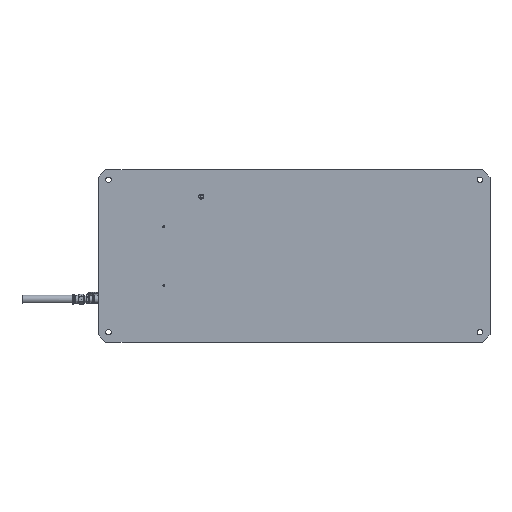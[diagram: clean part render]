
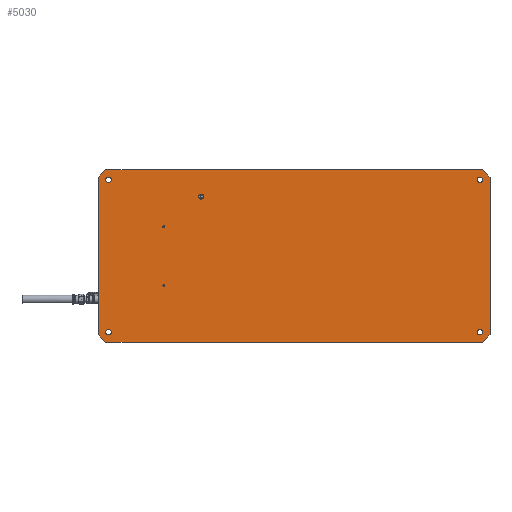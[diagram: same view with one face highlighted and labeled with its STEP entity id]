
A CAD part, front view. The second image highlights one B-rep face of the part: STEP entity #5030.
In plain terms, the highlighted planar face has unit normal (0, -1, 0).
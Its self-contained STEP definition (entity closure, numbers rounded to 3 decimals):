
#327 = DIRECTION ( 'NONE',  ( 0., 0., -1. ) ) ;
#422 = DIRECTION ( 'NONE',  ( 0., 0., 1. ) ) ;
#786 = CARTESIAN_POINT ( 'NONE',  ( 0., 0., 215.9 ) ) ;
#2876 = DIRECTION ( 'NONE',  ( 0., 0., 1. ) ) ;
#3045 = EDGE_LOOP ( 'NONE', ( #5761 ) ) ;
#3254 = CARTESIAN_POINT ( 'NONE',  ( 977.9, 0., 196.85 ) ) ;
#3328 = FACE_BOUND ( 'NONE', #9065, .T. ) ;
#3675 = EDGE_CURVE ( 'NONE', #4708, #4708, #34783, .T. ) ;
#3971 = DIRECTION ( 'NONE',  ( 0., 1., 0. ) ) ;
#4261 = DIRECTION ( 'NONE',  ( -1., 0., 0. ) ) ;
#4708 = VERTEX_POINT ( 'NONE', #15469 ) ;
#4729 = EDGE_CURVE ( 'NONE', #27118, #45902, #14834, .T. ) ;
#5030 = ADVANCED_FACE ( 'NONE', ( #9665, #31481, #42481, #21128, #24886, #3328, #39184, #17607 ), #21351, .T. ) ;
#5208 = CARTESIAN_POINT ( 'NONE',  ( -206.375, 0., -9.525 ) ) ;
#5609 = CIRCLE ( 'NONE', #45120, 6.746 ) ;
#5761 = ORIENTED_EDGE ( 'NONE', *, *, #21456, .T. ) ;
#5874 = DIRECTION ( 'NONE',  ( 0., 1., 0. ) ) ;
#6614 = DIRECTION ( 'NONE',  ( 0., 0., -1. ) ) ;
#7426 = VERTEX_POINT ( 'NONE', #34498 ) ;
#7546 = EDGE_CURVE ( 'NONE', #34890, #20855, #23232, .T. ) ;
#7948 = EDGE_LOOP ( 'NONE', ( #25445 ) ) ;
#8510 = CARTESIAN_POINT ( 'NONE',  ( 479.425, 0., -695.325 ) ) ;
#8958 = DIRECTION ( 'NONE',  ( 0., 0., 1. ) ) ;
#9065 = EDGE_LOOP ( 'NONE', ( #9974 ) ) ;
#9211 = LINE ( 'NONE', #8510, #33051 ) ;
#9452 = AXIS2_PLACEMENT_3D ( 'NONE', #32343, #3971, #25757 ) ;
#9665 = FACE_BOUND ( 'NONE', #3045, .T. ) ;
#9885 = CARTESIAN_POINT ( 'NONE',  ( 25.4, 0., -190.5 ) ) ;
#9974 = ORIENTED_EDGE ( 'NONE', *, *, #42138, .T. ) ;
#10811 = ORIENTED_EDGE ( 'NONE', *, *, #17846, .F. ) ;
#11379 = VERTEX_POINT ( 'NONE', #25924 ) ;
#11422 = CARTESIAN_POINT ( 'NONE',  ( 952.5, 0., 190.5 ) ) ;
#11486 = ORIENTED_EDGE ( 'NONE', *, *, #21122, .T. ) ;
#11513 = ORIENTED_EDGE ( 'NONE', *, *, #34254, .F. ) ;
#12125 = CIRCLE ( 'NONE', #44348, 2.183 ) ;
#12200 = CARTESIAN_POINT ( 'NONE',  ( 958.85, 0., -215.9 ) ) ;
#12452 = VERTEX_POINT ( 'NONE', #32275 ) ;
#13398 = DIRECTION ( 'NONE',  ( 0., 1., 0. ) ) ;
#14488 = CARTESIAN_POINT ( 'NONE',  ( 256.794, 0., 142.062 ) ) ;
#14595 = VERTEX_POINT ( 'NONE', #25407 ) ;
#14834 = LINE ( 'NONE', #43930, #37059 ) ;
#14843 = ORIENTED_EDGE ( 'NONE', *, *, #44100, .T. ) ;
#15469 = CARTESIAN_POINT ( 'NONE',  ( 163.5, 0., -70.842 ) ) ;
#15751 = ORIENTED_EDGE ( 'NONE', *, *, #32974, .T. ) ;
#16222 = DIRECTION ( 'NONE',  ( -0.707, 0., 0.707 ) ) ;
#16483 = CARTESIAN_POINT ( 'NONE',  ( 163.5, 0., -73.025 ) ) ;
#16541 = VERTEX_POINT ( 'NONE', #20289 ) ;
#17155 = AXIS2_PLACEMENT_3D ( 'NONE', #11422, #36068, #422 ) ;
#17195 = ORIENTED_EDGE ( 'NONE', *, *, #31057, .F. ) ;
#17539 = VERTEX_POINT ( 'NONE', #18239 ) ;
#17607 = FACE_OUTER_BOUND ( 'NONE', #35814, .T. ) ;
#17846 = EDGE_CURVE ( 'NONE', #39258, #20855, #43678, .T. ) ;
#17919 = CIRCLE ( 'NONE', #17155, 6.746 ) ;
#18239 = CARTESIAN_POINT ( 'NONE',  ( 25.4, 0., 197.246 ) ) ;
#18257 = ORIENTED_EDGE ( 'NONE', *, *, #23481, .F. ) ;
#18286 = CARTESIAN_POINT ( 'NONE',  ( 0., 0., 196.85 ) ) ;
#19493 = DIRECTION ( 'NONE',  ( -0.707, 0., -0.707 ) ) ;
#19946 = EDGE_LOOP ( 'NONE', ( #11486 ) ) ;
#20289 = CARTESIAN_POINT ( 'NONE',  ( 163.5, 0., 75.208 ) ) ;
#20658 = CARTESIAN_POINT ( 'NONE',  ( 25.4, 0., 190.5 ) ) ;
#20709 = DIRECTION ( 'NONE',  ( 1., 0., 0. ) ) ;
#20855 = VERTEX_POINT ( 'NONE', #18286 ) ;
#20945 = CARTESIAN_POINT ( 'NONE',  ( 19.05, 0., 215.9 ) ) ;
#20977 = DIRECTION ( 'NONE',  ( 0.707, 0., -0.707 ) ) ;
#21122 = EDGE_CURVE ( 'NONE', #45147, #45147, #5609, .T. ) ;
#21128 = FACE_BOUND ( 'NONE', #19946, .T. ) ;
#21351 = PLANE ( 'NONE',  #46053 ) ;
#21456 = EDGE_CURVE ( 'NONE', #16541, #16541, #12125, .T. ) ;
#21498 = CIRCLE ( 'NONE', #34982, 6.35 ) ;
#22198 = EDGE_LOOP ( 'NONE', ( #15751 ) ) ;
#23232 = LINE ( 'NONE', #5208, #46177 ) ;
#23475 = LINE ( 'NONE', #27243, #32899 ) ;
#23481 = EDGE_CURVE ( 'NONE', #41054, #12452, #36855, .T. ) ;
#23792 = CARTESIAN_POINT ( 'NONE',  ( 25.4, 0., -183.754 ) ) ;
#23941 = VECTOR ( 'NONE', #20709, 1000. ) ;
#24134 = VECTOR ( 'NONE', #39922, 1000. ) ;
#24693 = EDGE_LOOP ( 'NONE', ( #39107 ) ) ;
#24878 = CARTESIAN_POINT ( 'NONE',  ( 256.794, 0., 148.412 ) ) ;
#24886 = FACE_BOUND ( 'NONE', #24693, .T. ) ;
#25331 = EDGE_CURVE ( 'NONE', #27118, #7426, #23475, .T. ) ;
#25407 = CARTESIAN_POINT ( 'NONE',  ( 952.5, 0., 197.246 ) ) ;
#25445 = ORIENTED_EDGE ( 'NONE', *, *, #3675, .T. ) ;
#25757 = DIRECTION ( 'NONE',  ( 0., 0., 1. ) ) ;
#25924 = CARTESIAN_POINT ( 'NONE',  ( 952.5, 0., -183.754 ) ) ;
#26236 = VECTOR ( 'NONE', #20977, 1000. ) ;
#27118 = VERTEX_POINT ( 'NONE', #3254 ) ;
#27211 = EDGE_CURVE ( 'NONE', #14595, #14595, #17919, .T. ) ;
#27243 = CARTESIAN_POINT ( 'NONE',  ( 695.325, 0., 479.425 ) ) ;
#27248 = DIRECTION ( 'NONE',  ( 0., 0., 1. ) ) ;
#27592 = CARTESIAN_POINT ( 'NONE',  ( 0., 0., -196.85 ) ) ;
#28188 = LINE ( 'NONE', #42750, #23941 ) ;
#30130 = EDGE_CURVE ( 'NONE', #41054, #45902, #9211, .T. ) ;
#30316 = DIRECTION ( 'NONE',  ( 0.707, 0., 0.707 ) ) ;
#30566 = VECTOR ( 'NONE', #4261, 1000. ) ;
#30607 = AXIS2_PLACEMENT_3D ( 'NONE', #20658, #13398, #27248 ) ;
#31057 = EDGE_CURVE ( 'NONE', #39578, #39578, #21498, .T. ) ;
#31182 = DIRECTION ( 'NONE',  ( 0., 0., 1. ) ) ;
#31481 = FACE_BOUND ( 'NONE', #7948, .T. ) ;
#31689 = DIRECTION ( 'NONE',  ( 0., -1., 0. ) ) ;
#31879 = ORIENTED_EDGE ( 'NONE', *, *, #25331, .T. ) ;
#32133 = ORIENTED_EDGE ( 'NONE', *, *, #30130, .T. ) ;
#32169 = CARTESIAN_POINT ( 'NONE',  ( 0., 0., -215.9 ) ) ;
#32275 = CARTESIAN_POINT ( 'NONE',  ( 19.05, 0., -215.9 ) ) ;
#32343 = CARTESIAN_POINT ( 'NONE',  ( 952.5, 0., -190.5 ) ) ;
#32899 = VECTOR ( 'NONE', #16222, 1000. ) ;
#32974 = EDGE_CURVE ( 'NONE', #17539, #17539, #44844, .T. ) ;
#33051 = VECTOR ( 'NONE', #30316, 1000. ) ;
#33796 = EDGE_LOOP ( 'NONE', ( #17195 ) ) ;
#34254 = EDGE_CURVE ( 'NONE', #34890, #7426, #28188, .T. ) ;
#34498 = CARTESIAN_POINT ( 'NONE',  ( 958.85, 0., 215.9 ) ) ;
#34783 = CIRCLE ( 'NONE', #40763, 2.183 ) ;
#34890 = VERTEX_POINT ( 'NONE', #20945 ) ;
#34982 = AXIS2_PLACEMENT_3D ( 'NONE', #24878, #31689, #38718 ) ;
#35814 = EDGE_LOOP ( 'NONE', ( #10811, #14843, #18257, #32133, #39393, #31879, #11513, #44203 ) ) ;
#36068 = DIRECTION ( 'NONE',  ( 0., 1., 0. ) ) ;
#36149 = CARTESIAN_POINT ( 'NONE',  ( 0., 0., -215.9 ) ) ;
#36855 = LINE ( 'NONE', #36149, #30566 ) ;
#37059 = VECTOR ( 'NONE', #327, 1000. ) ;
#37986 = CARTESIAN_POINT ( 'NONE',  ( 163.5, 0., 73.025 ) ) ;
#38494 = DIRECTION ( 'NONE',  ( 0., 1., 0. ) ) ;
#38573 = LINE ( 'NONE', #42108, #26236 ) ;
#38718 = DIRECTION ( 'NONE',  ( 0., 0., -1. ) ) ;
#38968 = DIRECTION ( 'NONE',  ( 0., -1., 0. ) ) ;
#39107 = ORIENTED_EDGE ( 'NONE', *, *, #27211, .T. ) ;
#39110 = CARTESIAN_POINT ( 'NONE',  ( 977.9, 0., -196.85 ) ) ;
#39184 = FACE_BOUND ( 'NONE', #33796, .T. ) ;
#39258 = VERTEX_POINT ( 'NONE', #27592 ) ;
#39393 = ORIENTED_EDGE ( 'NONE', *, *, #4729, .F. ) ;
#39578 = VERTEX_POINT ( 'NONE', #14488 ) ;
#39922 = DIRECTION ( 'NONE',  ( 0., 0., 1. ) ) ;
#40151 = CIRCLE ( 'NONE', #9452, 6.746 ) ;
#40763 = AXIS2_PLACEMENT_3D ( 'NONE', #16483, #41094, #8958 ) ;
#41054 = VERTEX_POINT ( 'NONE', #12200 ) ;
#41094 = DIRECTION ( 'NONE',  ( 0., 1., 0. ) ) ;
#42108 = CARTESIAN_POINT ( 'NONE',  ( 9.525, 0., -206.375 ) ) ;
#42138 = EDGE_CURVE ( 'NONE', #11379, #11379, #40151, .T. ) ;
#42481 = FACE_BOUND ( 'NONE', #22198, .T. ) ;
#42750 = CARTESIAN_POINT ( 'NONE',  ( 0., 0., 215.9 ) ) ;
#43678 = LINE ( 'NONE', #786, #24134 ) ;
#43930 = CARTESIAN_POINT ( 'NONE',  ( 977.9, 0., 215.9 ) ) ;
#44100 = EDGE_CURVE ( 'NONE', #39258, #12452, #38573, .T. ) ;
#44203 = ORIENTED_EDGE ( 'NONE', *, *, #7546, .T. ) ;
#44348 = AXIS2_PLACEMENT_3D ( 'NONE', #37986, #5874, #31182 ) ;
#44844 = CIRCLE ( 'NONE', #30607, 6.746 ) ;
#45120 = AXIS2_PLACEMENT_3D ( 'NONE', #9885, #38494, #2876 ) ;
#45147 = VERTEX_POINT ( 'NONE', #23792 ) ;
#45902 = VERTEX_POINT ( 'NONE', #39110 ) ;
#46053 = AXIS2_PLACEMENT_3D ( 'NONE', #32169, #38968, #6614 ) ;
#46177 = VECTOR ( 'NONE', #19493, 1000. ) ;
